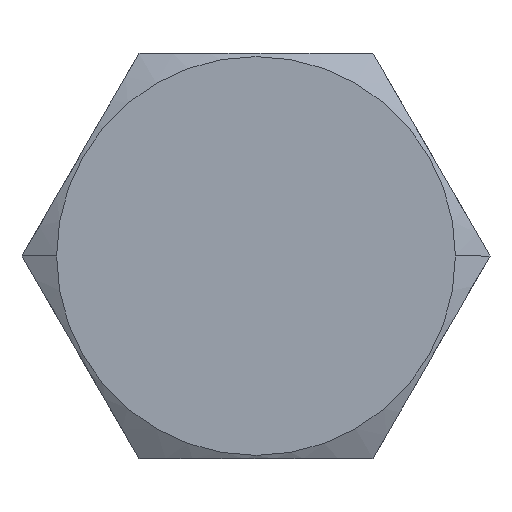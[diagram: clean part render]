
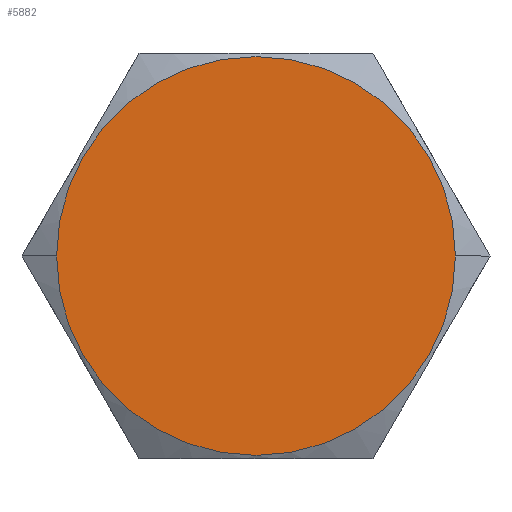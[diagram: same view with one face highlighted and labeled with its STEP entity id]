
A CAD part, left-side view. The second image highlights one B-rep face of the part: STEP entity #5882.
In plain terms, the highlighted planar face has unit normal (-1, 0, 0).
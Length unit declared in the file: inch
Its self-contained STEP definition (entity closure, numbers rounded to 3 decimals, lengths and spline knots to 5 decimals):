
#73 = ORIENTED_EDGE ( 'NONE', *, *, #9224, .T. ) ;
#975 = VERTEX_POINT ( 'NONE', #2483 ) ;
#1339 = DIRECTION ( 'NONE',  ( 0., -1., 0. ) ) ;
#2247 = VERTEX_POINT ( 'NONE', #9416 ) ;
#2483 = CARTESIAN_POINT ( 'NONE',  ( -1.12, -0.615, 0. ) ) ;
#2946 = DIRECTION ( 'NONE',  ( -1., 0., 0. ) ) ;
#3673 = FACE_OUTER_BOUND ( 'NONE', #5481, .T. ) ;
#3704 = DIRECTION ( 'NONE',  ( 0., -1., 0. ) ) ;
#4486 = AXIS2_PLACEMENT_3D ( 'NONE', #4996, #2946, #1339 ) ;
#4996 = CARTESIAN_POINT ( 'NONE',  ( -1.12, 0., 0. ) ) ;
#5274 = DIRECTION ( 'NONE',  ( -1., 0., 0. ) ) ;
#5481 = EDGE_LOOP ( 'NONE', ( #8264, #73 ) ) ;
#5882 = ADVANCED_FACE ( 'NONE', ( #3673 ), #6389, .F. ) ;
#5921 = EDGE_CURVE ( 'NONE', #2247, #975, #7892, .T. ) ;
#6389 = PLANE ( 'NONE',  #9441 ) ;
#7368 = CARTESIAN_POINT ( 'NONE',  ( -1.12, 0., 0. ) ) ;
#7687 = CIRCLE ( 'NONE', #9507, 0.615 ) ;
#7892 = CIRCLE ( 'NONE', #4486, 0.615 ) ;
#7907 = CARTESIAN_POINT ( 'NONE',  ( -1.12, 0., 0. ) ) ;
#8264 = ORIENTED_EDGE ( 'NONE', *, *, #5921, .T. ) ;
#9224 = EDGE_CURVE ( 'NONE', #975, #2247, #7687, .T. ) ;
#9357 = DIRECTION ( 'NONE',  ( 1., 0., 0. ) ) ;
#9387 = DIRECTION ( 'NONE',  ( 0., 1., 0. ) ) ;
#9416 = CARTESIAN_POINT ( 'NONE',  ( -1.12, 0.615, 0. ) ) ;
#9441 = AXIS2_PLACEMENT_3D ( 'NONE', #7907, #9357, #9387 ) ;
#9507 = AXIS2_PLACEMENT_3D ( 'NONE', #7368, #5274, #3704 ) ;
